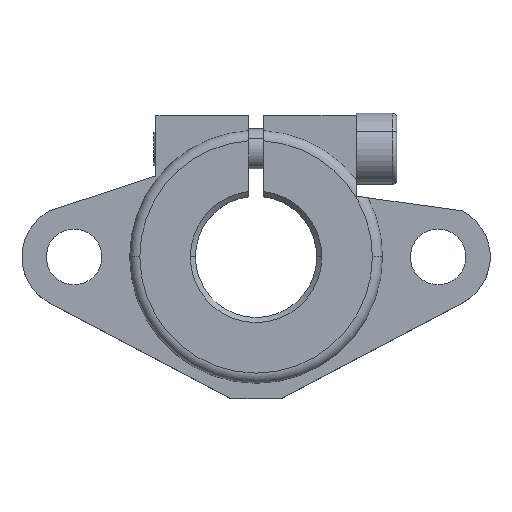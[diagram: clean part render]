
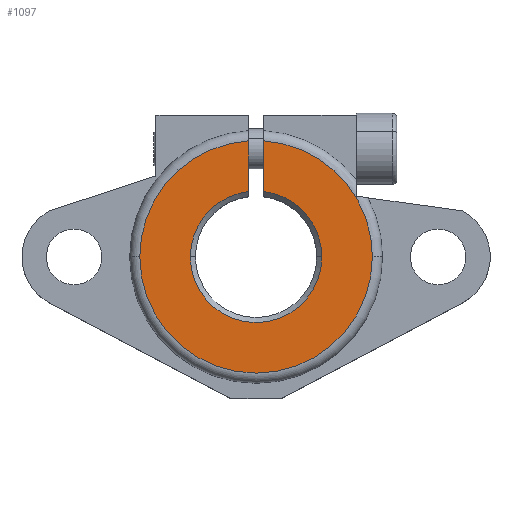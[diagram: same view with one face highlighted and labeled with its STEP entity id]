
A CAD part, top view. The second image highlights one B-rep face of the part: STEP entity #1097.
In plain terms, the highlighted planar face has unit normal (0, 0, 1).
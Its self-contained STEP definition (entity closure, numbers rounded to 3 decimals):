
#17 = DIRECTION ( 'NONE',  ( 1., 0., 0. ) ) ;
#28 = EDGE_CURVE ( 'NONE', #1085, #2003, #786, .T. ) ;
#80 = EDGE_CURVE ( 'NONE', #369, #1085, #1724, .T. ) ;
#119 = CARTESIAN_POINT ( 'NONE',  ( 0., 0., 13. ) ) ;
#130 = AXIS2_PLACEMENT_3D ( 'NONE', #1022, #938, #1081 ) ;
#188 = DIRECTION ( 'NONE',  ( 0., 0., -1. ) ) ;
#236 = DIRECTION ( 'NONE',  ( 0., -1., 0. ) ) ;
#248 = EDGE_CURVE ( 'NONE', #1106, #526, #1625, .T. ) ;
#289 = DIRECTION ( 'NONE',  ( 0., 0., 1. ) ) ;
#357 = ORIENTED_EDGE ( 'NONE', *, *, #28, .T. ) ;
#369 = VERTEX_POINT ( 'NONE', #660 ) ;
#423 = DIRECTION ( 'NONE',  ( 1., 0., 0. ) ) ;
#480 = CARTESIAN_POINT ( 'NONE',  ( -6.5, 0., 13. ) ) ;
#526 = VERTEX_POINT ( 'NONE', #1396 ) ;
#595 = DIRECTION ( 'NONE',  ( 0., 0., -1. ) ) ;
#596 = CIRCLE ( 'NONE', #130, 6.5 ) ;
#608 = VERTEX_POINT ( 'NONE', #1794 ) ;
#635 = CIRCLE ( 'NONE', #776, 6.5 ) ;
#660 = CARTESIAN_POINT ( 'NONE',  ( -0.75, 11.476, 13. ) ) ;
#663 = ORIENTED_EDGE ( 'NONE', *, *, #1996, .F. ) ;
#730 = DIRECTION ( 'NONE',  ( 1., 0., 0. ) ) ;
#754 = DIRECTION ( 'NONE',  ( 0., 0., 1. ) ) ;
#776 = AXIS2_PLACEMENT_3D ( 'NONE', #887, #188, #730 ) ;
#786 = CIRCLE ( 'NONE', #964, 11.5 ) ;
#796 = ORIENTED_EDGE ( 'NONE', *, *, #248, .F. ) ;
#798 = VERTEX_POINT ( 'NONE', #480 ) ;
#887 = CARTESIAN_POINT ( 'NONE',  ( 0., 0., 13. ) ) ;
#894 = CARTESIAN_POINT ( 'NONE',  ( 11.5, 0., 13. ) ) ;
#900 = EDGE_CURVE ( 'NONE', #2225, #798, #635, .T. ) ;
#916 = CARTESIAN_POINT ( 'NONE',  ( 0., 0., 13. ) ) ;
#924 = VECTOR ( 'NONE', #935, 1000. ) ;
#926 = DIRECTION ( 'NONE',  ( 1., 0., 0. ) ) ;
#932 = CARTESIAN_POINT ( 'NONE',  ( -11.5, 0., 13. ) ) ;
#935 = DIRECTION ( 'NONE',  ( 0., 1., 0. ) ) ;
#938 = DIRECTION ( 'NONE',  ( 0., 0., -1. ) ) ;
#943 = DIRECTION ( 'NONE',  ( 1., 0., 0. ) ) ;
#964 = AXIS2_PLACEMENT_3D ( 'NONE', #119, #1621, #1405 ) ;
#1016 = CARTESIAN_POINT ( 'NONE',  ( 6.5, 0., 13. ) ) ;
#1022 = CARTESIAN_POINT ( 'NONE',  ( 0., 0., 13. ) ) ;
#1081 = DIRECTION ( 'NONE',  ( 1., 0., 0. ) ) ;
#1085 = VERTEX_POINT ( 'NONE', #932 ) ;
#1097 = ADVANCED_FACE ( 'NONE', ( #1126 ), #1792, .T. ) ;
#1106 = VERTEX_POINT ( 'NONE', #1631 ) ;
#1120 = CARTESIAN_POINT ( 'NONE',  ( 0.75, 0., 13. ) ) ;
#1126 = FACE_OUTER_BOUND ( 'NONE', #1610, .T. ) ;
#1309 = CIRCLE ( 'NONE', #1377, 11.5 ) ;
#1319 = ORIENTED_EDGE ( 'NONE', *, *, #1469, .T. ) ;
#1330 = EDGE_CURVE ( 'NONE', #2003, #526, #1309, .T. ) ;
#1377 = AXIS2_PLACEMENT_3D ( 'NONE', #1757, #1401, #17 ) ;
#1396 = CARTESIAN_POINT ( 'NONE',  ( 0.75, 11.476, 13. ) ) ;
#1401 = DIRECTION ( 'NONE',  ( 0., 0., 1. ) ) ;
#1405 = DIRECTION ( 'NONE',  ( 1., 0., 0. ) ) ;
#1461 = CIRCLE ( 'NONE', #1824, 6.5 ) ;
#1469 = EDGE_CURVE ( 'NONE', #1106, #2225, #596, .T. ) ;
#1610 = EDGE_LOOP ( 'NONE', ( #796, #1319, #1619, #1696, #663, #1889, #357, #1883 ) ) ;
#1619 = ORIENTED_EDGE ( 'NONE', *, *, #900, .T. ) ;
#1621 = DIRECTION ( 'NONE',  ( 0., 0., 1. ) ) ;
#1625 = LINE ( 'NONE', #1120, #924 ) ;
#1631 = CARTESIAN_POINT ( 'NONE',  ( 0.75, 6.457, 13. ) ) ;
#1696 = ORIENTED_EDGE ( 'NONE', *, *, #2105, .T. ) ;
#1724 = CIRCLE ( 'NONE', #1840, 11.5 ) ;
#1753 = LINE ( 'NONE', #1800, #1859 ) ;
#1757 = CARTESIAN_POINT ( 'NONE',  ( 0., 0., 13. ) ) ;
#1792 = PLANE ( 'NONE',  #2145 ) ;
#1794 = CARTESIAN_POINT ( 'NONE',  ( -0.75, 6.457, 13. ) ) ;
#1800 = CARTESIAN_POINT ( 'NONE',  ( -0.75, 0., 13. ) ) ;
#1806 = CARTESIAN_POINT ( 'NONE',  ( 0., 0., 13. ) ) ;
#1824 = AXIS2_PLACEMENT_3D ( 'NONE', #916, #595, #926 ) ;
#1840 = AXIS2_PLACEMENT_3D ( 'NONE', #1806, #289, #423 ) ;
#1859 = VECTOR ( 'NONE', #236, 1000. ) ;
#1883 = ORIENTED_EDGE ( 'NONE', *, *, #1330, .T. ) ;
#1889 = ORIENTED_EDGE ( 'NONE', *, *, #80, .T. ) ;
#1996 = EDGE_CURVE ( 'NONE', #369, #608, #1753, .T. ) ;
#2003 = VERTEX_POINT ( 'NONE', #894 ) ;
#2105 = EDGE_CURVE ( 'NONE', #798, #608, #1461, .T. ) ;
#2145 = AXIS2_PLACEMENT_3D ( 'NONE', #2154, #754, #943 ) ;
#2154 = CARTESIAN_POINT ( 'NONE',  ( 0., 0., 13. ) ) ;
#2225 = VERTEX_POINT ( 'NONE', #1016 ) ;
